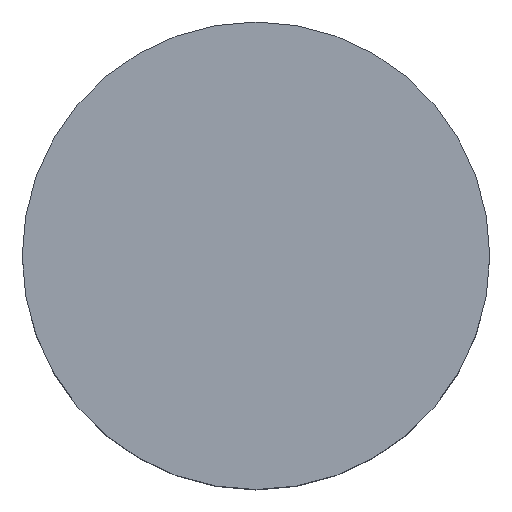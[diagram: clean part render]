
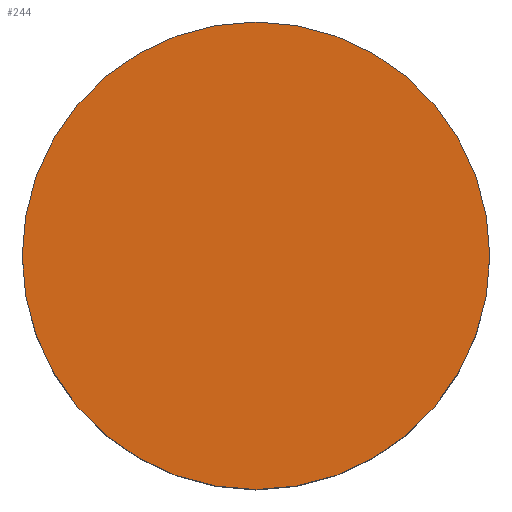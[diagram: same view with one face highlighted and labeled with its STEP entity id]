
A CAD part, top view. The second image highlights one B-rep face of the part: STEP entity #244.
In plain terms, the highlighted planar face has unit normal (0, 0, 1).
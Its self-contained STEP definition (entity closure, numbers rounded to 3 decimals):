
#19 = CARTESIAN_POINT ( 'NONE',  ( 0., 0., 0. ) ) ;
#21 = AXIS2_PLACEMENT_3D ( 'NONE', #255, #377, #250 ) ;
#33 = ORIENTED_EDGE ( 'NONE', *, *, #42, .T. ) ;
#37 = CIRCLE ( 'NONE', #146, 2. ) ;
#42 = EDGE_CURVE ( 'NONE', #340, #164, #104, .T. ) ;
#62 = CARTESIAN_POINT ( 'NONE',  ( 0., 0., 0. ) ) ;
#72 = EDGE_LOOP ( 'NONE', ( #33, #199 ) ) ;
#104 = CIRCLE ( 'NONE', #21, 2. ) ;
#121 = DIRECTION ( 'NONE',  ( 1., 0., 0. ) ) ;
#146 = AXIS2_PLACEMENT_3D ( 'NONE', #19, #385, #270 ) ;
#164 = VERTEX_POINT ( 'NONE', #357 ) ;
#199 = ORIENTED_EDGE ( 'NONE', *, *, #343, .T. ) ;
#244 = ADVANCED_FACE ( 'NONE', ( #336 ), #268, .T. ) ;
#250 = DIRECTION ( 'NONE',  ( 1., 0., 0. ) ) ;
#255 = CARTESIAN_POINT ( 'NONE',  ( 0., 0., 0. ) ) ;
#268 = PLANE ( 'NONE',  #324 ) ;
#270 = DIRECTION ( 'NONE',  ( 1., 0., 0. ) ) ;
#324 = AXIS2_PLACEMENT_3D ( 'NONE', #62, #392, #121 ) ;
#331 = CARTESIAN_POINT ( 'NONE',  ( 2., 0., 0. ) ) ;
#336 = FACE_OUTER_BOUND ( 'NONE', #72, .T. ) ;
#340 = VERTEX_POINT ( 'NONE', #331 ) ;
#343 = EDGE_CURVE ( 'NONE', #164, #340, #37, .T. ) ;
#357 = CARTESIAN_POINT ( 'NONE',  ( -2., 0., 0. ) ) ;
#377 = DIRECTION ( 'NONE',  ( 0., 0., 1. ) ) ;
#385 = DIRECTION ( 'NONE',  ( 0., 0., 1. ) ) ;
#392 = DIRECTION ( 'NONE',  ( 0., 0., 1. ) ) ;
